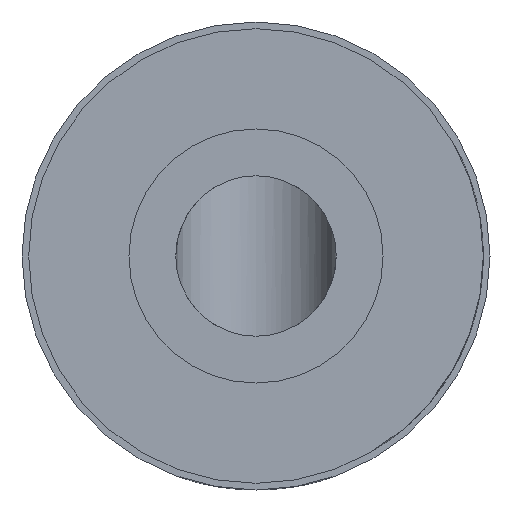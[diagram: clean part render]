
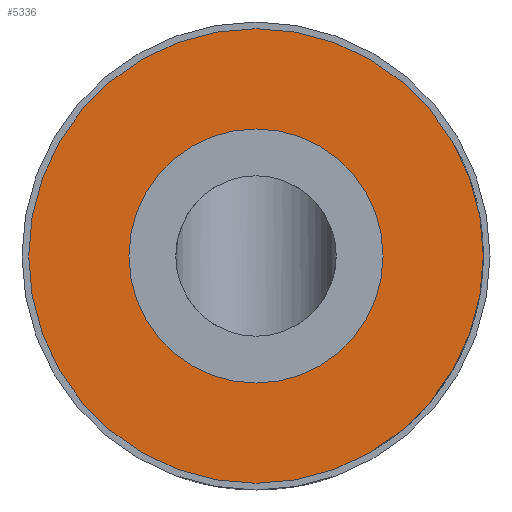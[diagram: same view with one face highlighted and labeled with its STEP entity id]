
A CAD part, front view. The second image highlights one B-rep face of the part: STEP entity #5336.
In plain terms, the highlighted planar face has unit normal (0, -1, 0).
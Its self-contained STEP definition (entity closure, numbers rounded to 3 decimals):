
#59 = CARTESIAN_POINT ( 'NONE',  ( 0., 0., 8.5 ) ) ;
#148 = CARTESIAN_POINT ( 'NONE',  ( 0., 0., 0. ) ) ;
#336 = CARTESIAN_POINT ( 'NONE',  ( 0., 0., 0. ) ) ;
#510 = AXIS2_PLACEMENT_3D ( 'NONE', #2580, #5552, #6126 ) ;
#696 = DIRECTION ( 'NONE',  ( 0., -1., 0. ) ) ;
#723 = AXIS2_PLACEMENT_3D ( 'NONE', #1024, #5190, #4075 ) ;
#761 = CARTESIAN_POINT ( 'NONE',  ( 0., 0., -4.75 ) ) ;
#1024 = CARTESIAN_POINT ( 'NONE',  ( 0., 0., 0. ) ) ;
#1053 = CIRCLE ( 'NONE', #6230, 4.75 ) ;
#1218 = FACE_BOUND ( 'NONE', #1268, .T. ) ;
#1243 = EDGE_LOOP ( 'NONE', ( #5667, #5467 ) ) ;
#1268 = EDGE_LOOP ( 'NONE', ( #2079, #6283 ) ) ;
#1370 = CIRCLE ( 'NONE', #723, 8.5 ) ;
#1400 = EDGE_CURVE ( 'NONE', #1581, #2262, #1053, .T. ) ;
#1428 = EDGE_CURVE ( 'NONE', #5503, #5774, #1370, .T. ) ;
#1459 = EDGE_CURVE ( 'NONE', #5774, #5503, #6433, .T. ) ;
#1581 = VERTEX_POINT ( 'NONE', #2337 ) ;
#1704 = AXIS2_PLACEMENT_3D ( 'NONE', #336, #2845, #2372 ) ;
#2079 = ORIENTED_EDGE ( 'NONE', *, *, #4922, .F. ) ;
#2262 = VERTEX_POINT ( 'NONE', #761 ) ;
#2322 = DIRECTION ( 'NONE',  ( 0., 0., -1. ) ) ;
#2337 = CARTESIAN_POINT ( 'NONE',  ( 0., 0., 4.75 ) ) ;
#2372 = DIRECTION ( 'NONE',  ( 0., 0., -1. ) ) ;
#2580 = CARTESIAN_POINT ( 'NONE',  ( 0., 0., 0. ) ) ;
#2845 = DIRECTION ( 'NONE',  ( 0., -1., 0. ) ) ;
#2867 = CARTESIAN_POINT ( 'NONE',  ( 0., 0., -8.5 ) ) ;
#2877 = PLANE ( 'NONE',  #1704 ) ;
#3241 = CARTESIAN_POINT ( 'NONE',  ( 0., 0., 0. ) ) ;
#3681 = DIRECTION ( 'NONE',  ( 0., 0., -1. ) ) ;
#3770 = AXIS2_PLACEMENT_3D ( 'NONE', #3241, #696, #2322 ) ;
#4075 = DIRECTION ( 'NONE',  ( 0., 0., -1. ) ) ;
#4470 = FACE_OUTER_BOUND ( 'NONE', #1243, .T. ) ;
#4922 = EDGE_CURVE ( 'NONE', #2262, #1581, #5589, .T. ) ;
#5190 = DIRECTION ( 'NONE',  ( 0., -1., 0. ) ) ;
#5336 = ADVANCED_FACE ( 'NONE', ( #1218, #4470 ), #2877, .T. ) ;
#5467 = ORIENTED_EDGE ( 'NONE', *, *, #1428, .T. ) ;
#5503 = VERTEX_POINT ( 'NONE', #59 ) ;
#5552 = DIRECTION ( 'NONE',  ( 0., -1., 0. ) ) ;
#5589 = CIRCLE ( 'NONE', #3770, 4.75 ) ;
#5667 = ORIENTED_EDGE ( 'NONE', *, *, #1459, .T. ) ;
#5774 = VERTEX_POINT ( 'NONE', #2867 ) ;
#6126 = DIRECTION ( 'NONE',  ( 0., 0., -1. ) ) ;
#6230 = AXIS2_PLACEMENT_3D ( 'NONE', #148, #6301, #3681 ) ;
#6283 = ORIENTED_EDGE ( 'NONE', *, *, #1400, .F. ) ;
#6301 = DIRECTION ( 'NONE',  ( 0., -1., 0. ) ) ;
#6433 = CIRCLE ( 'NONE', #510, 8.5 ) ;
